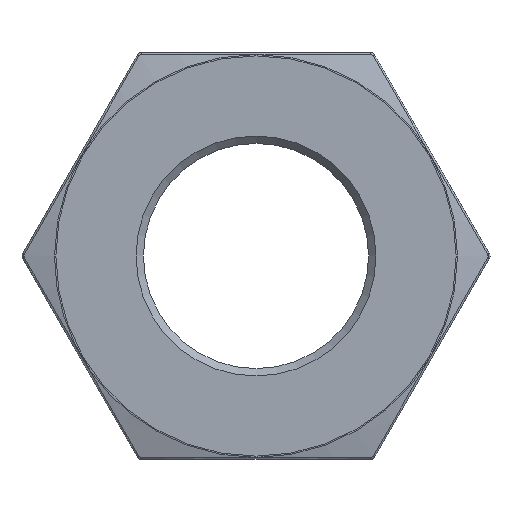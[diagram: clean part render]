
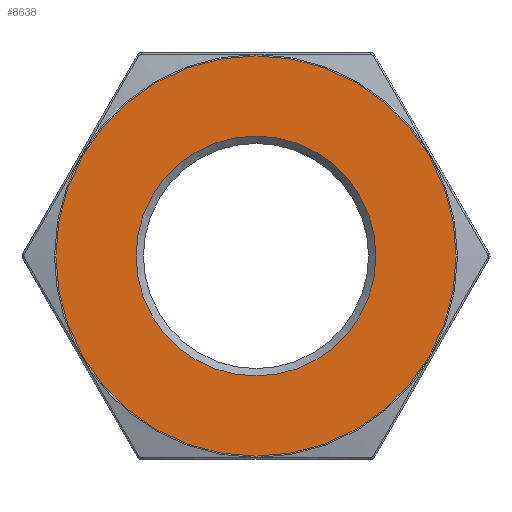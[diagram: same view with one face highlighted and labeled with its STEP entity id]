
A CAD part, left-side view. The second image highlights one B-rep face of the part: STEP entity #8638.
In plain terms, the highlighted planar face has unit normal (-1, 0, 0).
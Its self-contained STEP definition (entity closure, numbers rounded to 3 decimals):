
#1265 = EDGE_CURVE ( 'NONE', #12182, #12182, #10320, .T. ) ;
#1574 = EDGE_CURVE ( 'NONE', #9180, #9180, #9459, .T. ) ;
#2424 = ORIENTED_EDGE ( 'NONE', *, *, #1574, .F. ) ;
#2465 = FACE_OUTER_BOUND ( 'NONE', #13494, .T. ) ;
#2501 = CARTESIAN_POINT ( 'NONE',  ( 0., 0., 23.901 ) ) ;
#3444 = PLANE ( 'NONE',  #4813 ) ;
#4813 = AXIS2_PLACEMENT_3D ( 'NONE', #7780, #11953, #6682 ) ;
#6682 = DIRECTION ( 'NONE',  ( 0., 1., 0. ) ) ;
#6924 = DIRECTION ( 'NONE',  ( -1., 0., 0. ) ) ;
#7037 = AXIS2_PLACEMENT_3D ( 'NONE', #7954, #6924, #9203 ) ;
#7259 = AXIS2_PLACEMENT_3D ( 'NONE', #11420, #12592, #9458 ) ;
#7780 = CARTESIAN_POINT ( 'NONE',  ( 0., 0., 0. ) ) ;
#7954 = CARTESIAN_POINT ( 'NONE',  ( 0., 0., 0. ) ) ;
#8638 = ADVANCED_FACE ( 'NONE', ( #2465, #8742 ), #3444, .F. ) ;
#8742 = FACE_BOUND ( 'NONE', #9836, .T. ) ;
#9180 = VERTEX_POINT ( 'NONE', #2501 ) ;
#9203 = DIRECTION ( 'NONE',  ( 0., 1., 0. ) ) ;
#9458 = DIRECTION ( 'NONE',  ( 0., 0., 1. ) ) ;
#9459 = CIRCLE ( 'NONE', #7259, 23.901 ) ;
#9836 = EDGE_LOOP ( 'NONE', ( #2424 ) ) ;
#10320 = CIRCLE ( 'NONE', #7037, 39.868 ) ;
#11420 = CARTESIAN_POINT ( 'NONE',  ( 0., 0., 0. ) ) ;
#11581 = ORIENTED_EDGE ( 'NONE', *, *, #1265, .T. ) ;
#11852 = CARTESIAN_POINT ( 'NONE',  ( 0., 39.868, 0. ) ) ;
#11953 = DIRECTION ( 'NONE',  ( 1., 0., 0. ) ) ;
#12182 = VERTEX_POINT ( 'NONE', #11852 ) ;
#12592 = DIRECTION ( 'NONE',  ( -1., 0., 0. ) ) ;
#13494 = EDGE_LOOP ( 'NONE', ( #11581 ) ) ;
